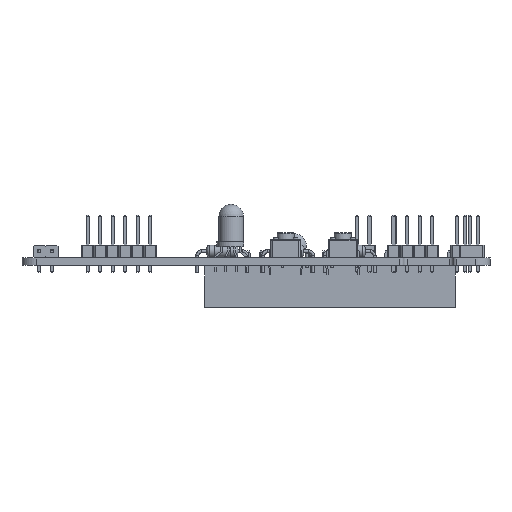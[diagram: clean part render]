
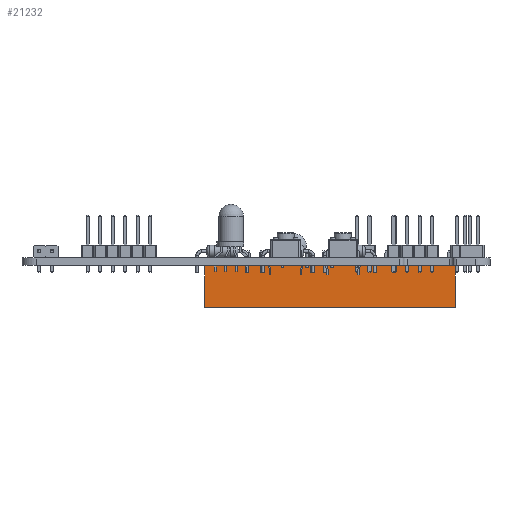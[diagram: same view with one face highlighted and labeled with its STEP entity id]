
A CAD part, front view. The second image highlights one B-rep face of the part: STEP entity #21232.
In plain terms, the highlighted face is planar.
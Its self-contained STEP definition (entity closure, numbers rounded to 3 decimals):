
#21232 = ADVANCED_FACE('',(#21233),#21267,.F.);
#21233 = FACE_BOUND('',#21234,.F.);
#21234 = EDGE_LOOP('',(#21235,#21245,#21253,#21261));
#21235 = ORIENTED_EDGE('',*,*,#21236,.T.);
#21236 = EDGE_CURVE('',#21237,#21239,#21241,.T.);
#21237 = VERTEX_POINT('',#21238);
#21238 = CARTESIAN_POINT('',(1.27,-49.53,0.));
#21239 = VERTEX_POINT('',#21240);
#21240 = CARTESIAN_POINT('',(1.27,-49.53,8.5));
#21241 = LINE('',#21242,#21243);
#21242 = CARTESIAN_POINT('',(1.27,-49.53,0.));
#21243 = VECTOR('',#21244,1.);
#21244 = DIRECTION('',(0.,0.,1.));
#21245 = ORIENTED_EDGE('',*,*,#21246,.T.);
#21246 = EDGE_CURVE('',#21239,#21247,#21249,.T.);
#21247 = VERTEX_POINT('',#21248);
#21248 = CARTESIAN_POINT('',(1.27,1.27,8.5));
#21249 = LINE('',#21250,#21251);
#21250 = CARTESIAN_POINT('',(1.27,-49.53,8.5));
#21251 = VECTOR('',#21252,1.);
#21252 = DIRECTION('',(0.,1.,0.));
#21253 = ORIENTED_EDGE('',*,*,#21254,.F.);
#21254 = EDGE_CURVE('',#21255,#21247,#21257,.T.);
#21255 = VERTEX_POINT('',#21256);
#21256 = CARTESIAN_POINT('',(1.27,1.27,0.));
#21257 = LINE('',#21258,#21259);
#21258 = CARTESIAN_POINT('',(1.27,1.27,0.));
#21259 = VECTOR('',#21260,1.);
#21260 = DIRECTION('',(0.,0.,1.));
#21261 = ORIENTED_EDGE('',*,*,#21262,.F.);
#21262 = EDGE_CURVE('',#21237,#21255,#21263,.T.);
#21263 = LINE('',#21264,#21265);
#21264 = CARTESIAN_POINT('',(1.27,-49.53,0.));
#21265 = VECTOR('',#21266,1.);
#21266 = DIRECTION('',(0.,1.,0.));
#21267 = PLANE('',#21268);
#21268 = AXIS2_PLACEMENT_3D('',#21269,#21270,#21271);
#21269 = CARTESIAN_POINT('',(1.27,-49.53,0.));
#21270 = DIRECTION('',(-1.,0.,0.));
#21271 = DIRECTION('',(0.,1.,0.));
